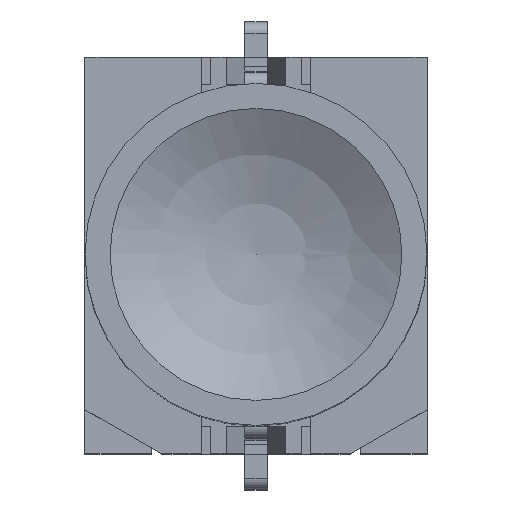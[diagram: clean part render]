
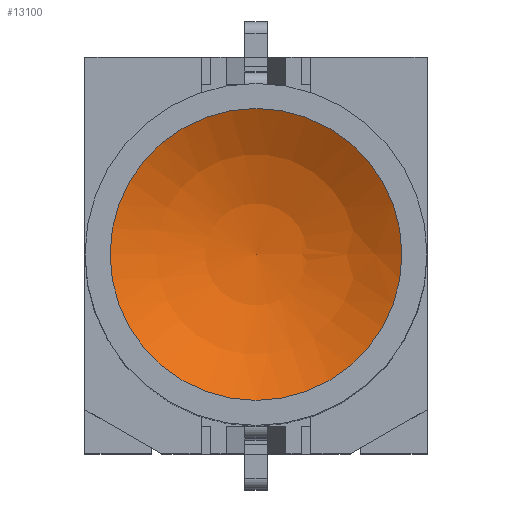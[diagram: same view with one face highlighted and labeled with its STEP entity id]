
A CAD part, top view. The second image highlights one B-rep face of the part: STEP entity #13100.
In plain terms, the highlighted spherical face has radius 6 mm.
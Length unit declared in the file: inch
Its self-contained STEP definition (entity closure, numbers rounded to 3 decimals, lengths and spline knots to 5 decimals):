
#13084=CARTESIAN_POINT('',(0.0,0.0,0.97541));
#13085=DIRECTION('',(0.0,0.0,1.0));
#13086=DIRECTION('',(1.0,0.0,0.0));
#13087=AXIS2_PLACEMENT_3D('',#13084,#13085,#13086);
#13088=SPHERICAL_SURFACE('',#13087,0.23622);
#13089=CARTESIAN_POINT('',(-0.12598,0.0,0.77559));
#13090=VERTEX_POINT('',#13089);
#13091=CARTESIAN_POINT('',(0.0,0.0,0.77559));
#13092=DIRECTION('',(0.0,0.0,-1.0));
#13093=DIRECTION('',(1.0,0.0,0.0));
#13094=AXIS2_PLACEMENT_3D('',#13091,#13092,#13093);
#13095=CIRCLE('',#13094,0.12598);
#13096=EDGE_CURVE('',#13090,#13090,#13095,.T.);
#13097=ORIENTED_EDGE('',*,*,#13096,.F.);
#13098=EDGE_LOOP('',(#13097));
#13099=FACE_OUTER_BOUND('',#13098,.T.);
#13100=ADVANCED_FACE('',(#13099),#13088,.F.);
